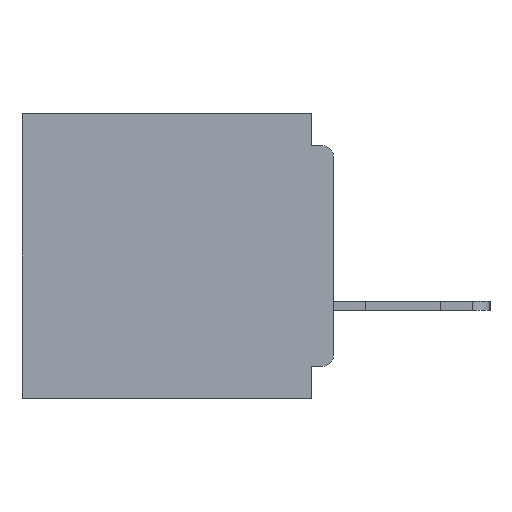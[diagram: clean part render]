
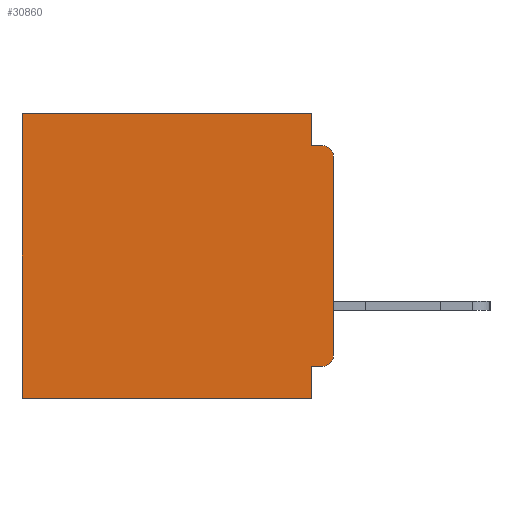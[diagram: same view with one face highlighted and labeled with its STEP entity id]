
A CAD part, left-side view. The second image highlights one B-rep face of the part: STEP entity #30860.
In plain terms, the highlighted planar face has unit normal (-1, 0, 0).
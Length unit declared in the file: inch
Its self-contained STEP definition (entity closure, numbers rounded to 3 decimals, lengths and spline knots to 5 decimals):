
#847 = CARTESIAN_POINT ( 'NONE',  ( 0.3, 0., -0.4 ) ) ;
#888 = EDGE_CURVE ( 'NONE', #10042, #29754, #40421, .T. ) ;
#984 = CARTESIAN_POINT ( 'NONE',  ( 0.3, 0., -0.34 ) ) ;
#1083 = ORIENTED_EDGE ( 'NONE', *, *, #14565, .F. ) ;
#1930 = DIRECTION ( 'NONE',  ( 0., 1., 0. ) ) ;
#2027 = VERTEX_POINT ( 'NONE', #6598 ) ;
#2039 = CARTESIAN_POINT ( 'NONE',  ( 0.3, 0., -0.4 ) ) ;
#2084 = VECTOR ( 'NONE', #32027, 39.37008 ) ;
#2266 = VERTEX_POINT ( 'NONE', #2867 ) ;
#2495 = EDGE_CURVE ( 'NONE', #34051, #36748, #25972, .T. ) ;
#2830 = CARTESIAN_POINT ( 'NONE',  ( 0.3, 0.437, -0.4 ) ) ;
#2867 = CARTESIAN_POINT ( 'NONE',  ( 0.3, 0.031, -0.045 ) ) ;
#3071 = ORIENTED_EDGE ( 'NONE', *, *, #37081, .T. ) ;
#3484 = CARTESIAN_POINT ( 'NONE',  ( 0.3, 0.015, -0.34 ) ) ;
#5524 = DIRECTION ( 'NONE',  ( 1., 0., 0. ) ) ;
#6598 = CARTESIAN_POINT ( 'NONE',  ( 0.3, 0.031, -0.4 ) ) ;
#7182 = VECTOR ( 'NONE', #39256, 39.37008 ) ;
#10042 = VERTEX_POINT ( 'NONE', #40883 ) ;
#10209 = EDGE_CURVE ( 'NONE', #23148, #16030, #36894, .T. ) ;
#11027 = LINE ( 'NONE', #2039, #2084 ) ;
#12616 = AXIS2_PLACEMENT_3D ( 'NONE', #35334, #15563, #38598 ) ;
#13201 = EDGE_LOOP ( 'NONE', ( #1083, #19497, #38268, #24423, #3071, #20602, #34029, #20721, #37465, #28116 ) ) ;
#13297 = DIRECTION ( 'NONE',  ( 0., -1., 0. ) ) ;
#13995 = EDGE_CURVE ( 'NONE', #34051, #15708, #25080, .T. ) ;
#14337 = DIRECTION ( 'NONE',  ( 0., 1., 0. ) ) ;
#14565 = EDGE_CURVE ( 'NONE', #23148, #36748, #11027, .T. ) ;
#15108 = CARTESIAN_POINT ( 'NONE',  ( 0.3, 0., 0. ) ) ;
#15391 = VECTOR ( 'NONE', #18423, 39.37008 ) ;
#15563 = DIRECTION ( 'NONE',  ( -1., 0., 0. ) ) ;
#15708 = VERTEX_POINT ( 'NONE', #21552 ) ;
#16030 = VERTEX_POINT ( 'NONE', #33485 ) ;
#16390 = LINE ( 'NONE', #19557, #24121 ) ;
#18423 = DIRECTION ( 'NONE',  ( 0., 1., 0. ) ) ;
#18471 = EDGE_CURVE ( 'NONE', #2266, #16030, #25119, .T. ) ;
#18613 = CARTESIAN_POINT ( 'NONE',  ( 0.3, 0., -0.355 ) ) ;
#19497 = ORIENTED_EDGE ( 'NONE', *, *, #10209, .T. ) ;
#19557 = CARTESIAN_POINT ( 'NONE',  ( 0.3, 0.031, 0. ) ) ;
#19574 = CARTESIAN_POINT ( 'NONE',  ( 0.3, 0.031, -0.4 ) ) ;
#20602 = ORIENTED_EDGE ( 'NONE', *, *, #888, .T. ) ;
#20721 = ORIENTED_EDGE ( 'NONE', *, *, #24131, .F. ) ;
#21552 = CARTESIAN_POINT ( 'NONE',  ( 0.3, 0.031, -0.355 ) ) ;
#22117 = CARTESIAN_POINT ( 'NONE',  ( 0.3, 0.031, 0. ) ) ;
#22857 = DIRECTION ( 'NONE',  ( 0., 0., -1. ) ) ;
#23148 = VERTEX_POINT ( 'NONE', #26842 ) ;
#24121 = VECTOR ( 'NONE', #22857, 39.37008 ) ;
#24131 = EDGE_CURVE ( 'NONE', #15708, #2027, #24866, .T. ) ;
#24423 = ORIENTED_EDGE ( 'NONE', *, *, #27109, .F. ) ;
#24866 = LINE ( 'NONE', #19574, #7182 ) ;
#25080 = LINE ( 'NONE', #18613, #41486 ) ;
#25119 = LINE ( 'NONE', #36423, #41518 ) ;
#25469 = CARTESIAN_POINT ( 'NONE',  ( 0.3, 0., -0.4 ) ) ;
#25972 = CIRCLE ( 'NONE', #36169, 0.015 ) ;
#26842 = CARTESIAN_POINT ( 'NONE',  ( 0.3, 0., -0.06 ) ) ;
#27109 = EDGE_CURVE ( 'NONE', #38403, #2266, #16390, .T. ) ;
#27916 = CARTESIAN_POINT ( 'NONE',  ( 0.3, 0.437, -0.4 ) ) ;
#28116 = ORIENTED_EDGE ( 'NONE', *, *, #2495, .T. ) ;
#28777 = DIRECTION ( 'NONE',  ( 0., 0., -1. ) ) ;
#29754 = VERTEX_POINT ( 'NONE', #2830 ) ;
#29902 = VECTOR ( 'NONE', #14337, 39.37008 ) ;
#30860 = ADVANCED_FACE ( 'NONE', ( #34503 ), #41651, .F. ) ;
#31743 = VECTOR ( 'NONE', #35793, 39.37008 ) ;
#32027 = DIRECTION ( 'NONE',  ( 0., 0., -1. ) ) ;
#32509 = CARTESIAN_POINT ( 'NONE',  ( 0.3, 0.015, -0.355 ) ) ;
#33485 = CARTESIAN_POINT ( 'NONE',  ( 0.3, 0.015, -0.045 ) ) ;
#34029 = ORIENTED_EDGE ( 'NONE', *, *, #36730, .F. ) ;
#34051 = VERTEX_POINT ( 'NONE', #32509 ) ;
#34503 = FACE_OUTER_BOUND ( 'NONE', #13201, .T. ) ;
#35334 = CARTESIAN_POINT ( 'NONE',  ( 0.3, 0.015, -0.06 ) ) ;
#35793 = DIRECTION ( 'NONE',  ( 0., 0., -1. ) ) ;
#36169 = AXIS2_PLACEMENT_3D ( 'NONE', #3484, #37928, #42539 ) ;
#36423 = CARTESIAN_POINT ( 'NONE',  ( 0.3, 0., -0.045 ) ) ;
#36730 = EDGE_CURVE ( 'NONE', #2027, #29754, #38612, .T. ) ;
#36748 = VERTEX_POINT ( 'NONE', #984 ) ;
#36894 = CIRCLE ( 'NONE', #12616, 0.015 ) ;
#37081 = EDGE_CURVE ( 'NONE', #38403, #10042, #41624, .T. ) ;
#37465 = ORIENTED_EDGE ( 'NONE', *, *, #13995, .F. ) ;
#37928 = DIRECTION ( 'NONE',  ( -1., 0., 0. ) ) ;
#38268 = ORIENTED_EDGE ( 'NONE', *, *, #18471, .F. ) ;
#38403 = VERTEX_POINT ( 'NONE', #22117 ) ;
#38435 = AXIS2_PLACEMENT_3D ( 'NONE', #25469, #5524, #28777 ) ;
#38598 = DIRECTION ( 'NONE',  ( 0., 0., -1. ) ) ;
#38612 = LINE ( 'NONE', #847, #29902 ) ;
#39256 = DIRECTION ( 'NONE',  ( 0., 0., -1. ) ) ;
#40421 = LINE ( 'NONE', #27916, #31743 ) ;
#40883 = CARTESIAN_POINT ( 'NONE',  ( 0.3, 0.437, 0. ) ) ;
#41486 = VECTOR ( 'NONE', #1930, 39.37008 ) ;
#41518 = VECTOR ( 'NONE', #13297, 39.37008 ) ;
#41624 = LINE ( 'NONE', #15108, #15391 ) ;
#41651 = PLANE ( 'NONE',  #38435 ) ;
#42539 = DIRECTION ( 'NONE',  ( 0., 0., -1. ) ) ;
